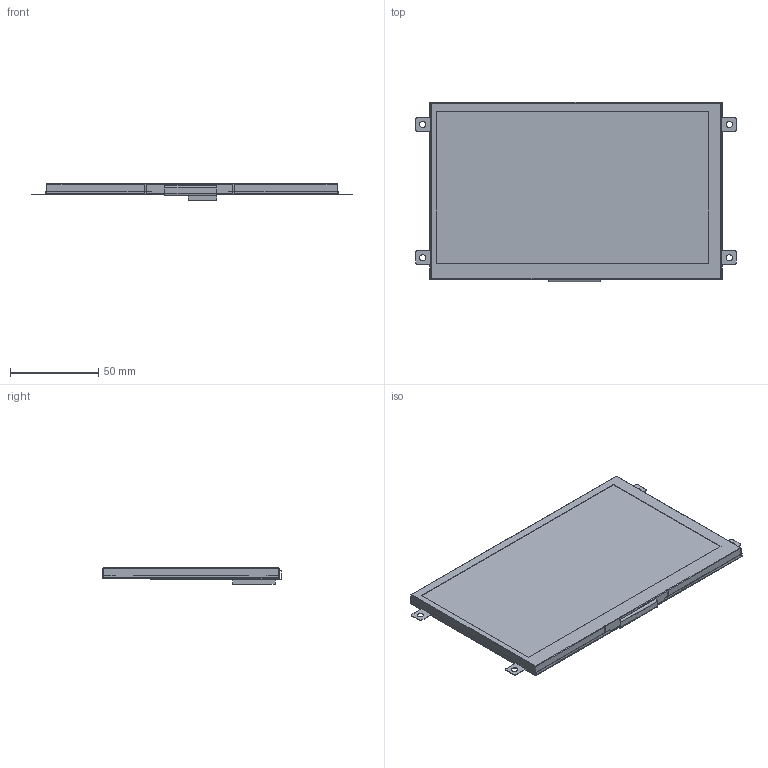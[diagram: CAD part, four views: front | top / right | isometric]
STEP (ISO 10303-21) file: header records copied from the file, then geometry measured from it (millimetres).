
FILE_DESCRIPTION(/* description */ (''),/* implementation_level */ '2;1');
FILE_NAME(/* name */ 'RVT70HSMFWN00_Rev.1.0.stp',/* time_stamp */ '2021-08-25T12:15:48+02:00',/* author */ ('Mateusz Natywa'),/* organization */ (''),/* preprocessor_version */ 'ST-DEVELOPER v17',/* originating_system */ 'Autodesk Inventor 2019',/* authorisation */ '');
FILE_SCHEMA (('CONFIG_CONTROL_DESIGN'));
Length unit declared in the file: millimetre
Products named in the file (7): RVT70HSTNWCA0_Rev.1.1; TFT; DISP; FPCM; FRAME; FRAME_1; DST
Assembly tree (6 placements, depth 3):
  RVT70HSTNWCA0_Rev.1.1
    TFT
      DISP
      FPCM
    FRAME
      FRAME_1
      DST
Bounding box: 181.6 x 101.63 x 9.15 mm (x, y, z)
Volume: 99925.2 mm3; surface area: 106267.8 mm2
Topology: 4 solids, 4 shells, 394 faces, 1147 edges, 758 vertices
Faces by surface type: plane 294, cylinder 96, bspline 4
Full cylindrical faces by diameter (mm): 3.5 x4
Entity records: 13346 total; most frequent: CARTESIAN_POINT 2456, ORIENTED_EDGE 2286, DIRECTION 2133, EDGE_CURVE 1143, LINE 951, VECTOR 951, VERTEX_POINT 758, AXIS2_PLACEMENT_3D 591
